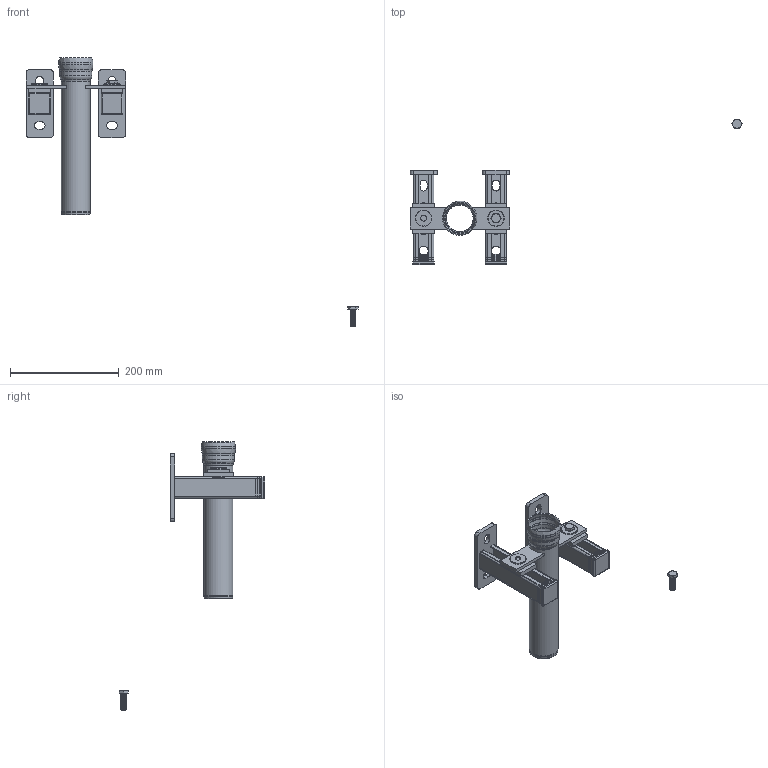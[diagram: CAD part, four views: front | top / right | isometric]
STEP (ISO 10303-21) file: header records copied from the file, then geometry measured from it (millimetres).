
FILE_DESCRIPTION(/* description */ (''),/* implementation_level */ '2;1');
FILE_NAME(/* name */ '82652.050X_3D.stp',/* time_stamp */ '2024-12-12T09:50:05+01:00',/* author */ ('CAD'),/* organization */ (''),/* preprocessor_version */ 'ST-DEVELOPER v20',/* originating_system */ 'AutoCAD Mechanical',/* authorisation */ '');
FILE_SCHEMA (('AUTOMOTIVE_DESIGN { 1 0 10303 214 3 1 1 }'));
Length unit declared in the file: millimetre
Products named in the file (2): Product; *S0
Assembly tree (1 placements, depth 2):
  Product
    *S0
Bounding box: 609.81 x 267.02 x 492.38 mm (x, y, z)
Volume: 342483.6 mm3; surface area: 260825.1 mm2
Topology: 17 solids, 17 shells, 500 faces, 1174 edges, 723 vertices
Faces by surface type: plane 223, cylinder 126, cone 126, torus 10, sphere 8, bspline 7
Full cylindrical faces by diameter (mm): 10 x2, 10.5 x2, 14.63 x2, 17 x4, 30 x2, 49.999 x1, 52.999 x1, 56 x1, 59 x1
Entity records: 15139 total; most frequent: CARTESIAN_POINT 3323, DIRECTION 2558, ORIENTED_EDGE 2348, EDGE_CURVE 1174, AXIS2_PLACEMENT_3D 920, VERTEX_POINT 723, LINE 718, VECTOR 718
